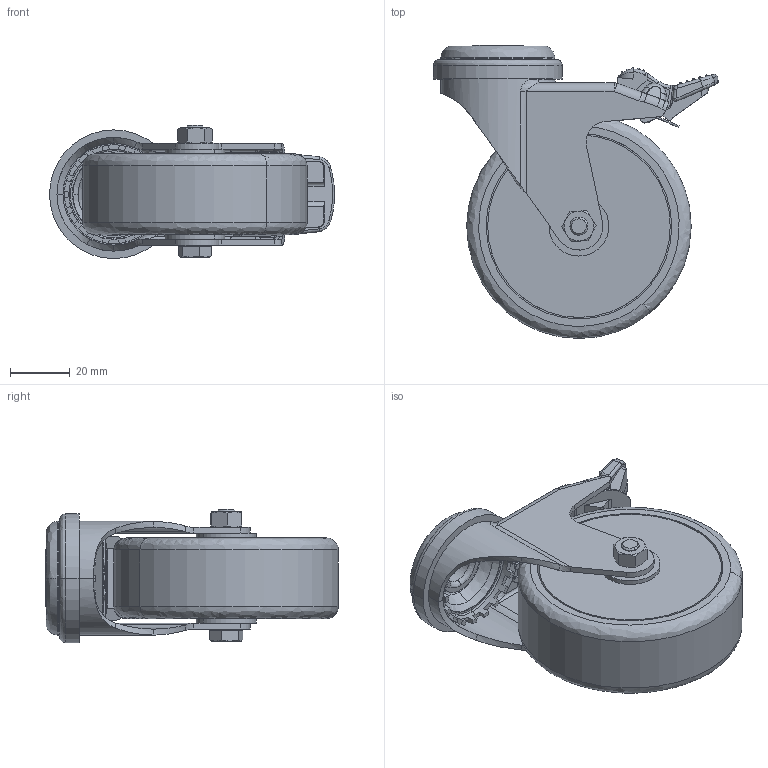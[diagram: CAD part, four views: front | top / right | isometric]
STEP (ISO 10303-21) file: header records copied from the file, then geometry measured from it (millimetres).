
FILE_DESCRIPTION (( 'STEP AP214' ), '1' );
FILE_NAME ('ERGO00H1924-Roulette pivotante D75 D11 à blocage.step', '2023-03-24T09:26:05', ( 'Altae' ), ( '' ), 'SwSTEP 2.0', 'SolidWorks 2021', '' );
FILE_SCHEMA (( 'AUTOMOTIVE_DESIGN' ));
Length unit declared in the file: millimetre
Products named in the file (5): 04^ERGO00H1924-Roulette pivotante D75 D11 à blocage; 03^ERGO00H1924-Roulette pivotante D75 D11 à blocage; 02^ERGO00H1924-Roulette pivotante D75 D11 à blocage; 01^ERGO00H1924-Roulette pivotante D75 D11 à blocage; ERGO00H1924-Roulette pivotante D75 D11 à blocage
Assembly tree (4 placements, depth 2):
  ERGO00H1924-Roulette pivotante D75 D11 à blocage
    01^ERGO00H1924-Roulette pivotante D75 D11 à blocage
    02^ERGO00H1924-Roulette pivotante D75 D11 à blocage
    03^ERGO00H1924-Roulette pivotante D75 D11 à blocage
    04^ERGO00H1924-Roulette pivotante D75 D11 à blocage
Bounding box: 95.22 x 97.86 x 44.5 mm (x, y, z)
Volume: 117568.1 mm3; surface area: 44150.4 mm2
Topology: 3 solids, 4 shells, 784 faces, 2071 edges, 1292 vertices
Faces by surface type: plane 262, cylinder 250, bspline 205, cone 61, torus 6
Entity records: 42087 total; most frequent: CARTESIAN_POINT 24895, ORIENTED_EDGE 4079, DIRECTION 2741, EDGE_CURVE 2047, VERTEX_POINT 1292, AXIS2_PLACEMENT_3D 1009, B_SPLINE_CURVE_WITH_KNOTS 832, EDGE_LOOP 822
